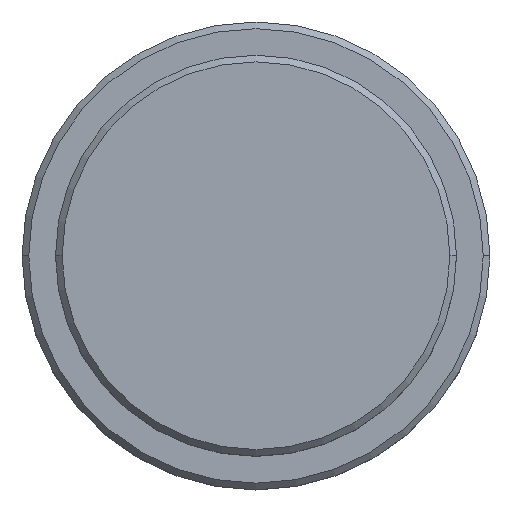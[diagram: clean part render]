
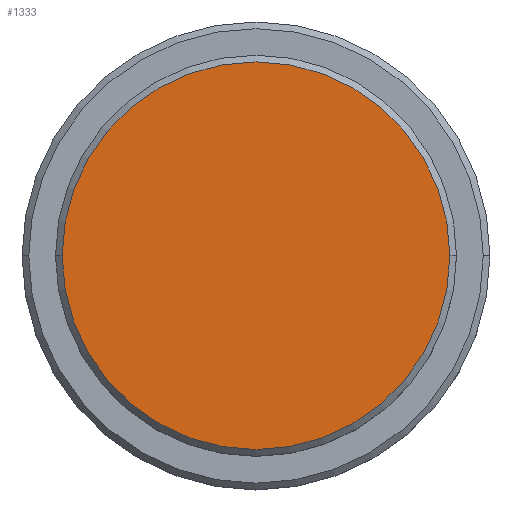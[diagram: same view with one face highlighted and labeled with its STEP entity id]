
A CAD part, top view. The second image highlights one B-rep face of the part: STEP entity #1333.
In plain terms, the highlighted planar face has unit normal (0, 0, 1).
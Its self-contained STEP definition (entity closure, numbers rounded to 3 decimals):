
#49 = DIRECTION ( 'NONE',  ( 1., 0., 0. ) ) ;
#89 = CARTESIAN_POINT ( 'NONE',  ( 14.5, 0., 0. ) ) ;
#226 = DIRECTION ( 'NONE',  ( 1., 0., 0. ) ) ;
#260 = DIRECTION ( 'NONE',  ( 0., 0., 1. ) ) ;
#279 = EDGE_CURVE ( 'NONE', #843, #669, #316, .T. ) ;
#316 = CIRCLE ( 'NONE', #1376, 14.5 ) ;
#334 = EDGE_CURVE ( 'NONE', #669, #843, #523, .T. ) ;
#341 = DIRECTION ( 'NONE',  ( 1., 0., 0. ) ) ;
#345 = PLANE ( 'NONE',  #1065 ) ;
#402 = DIRECTION ( 'NONE',  ( 0., 0., 1. ) ) ;
#417 = AXIS2_PLACEMENT_3D ( 'NONE', #455, #260, #49 ) ;
#455 = CARTESIAN_POINT ( 'NONE',  ( 0., 0., 0. ) ) ;
#523 = CIRCLE ( 'NONE', #417, 14.5 ) ;
#592 = ORIENTED_EDGE ( 'NONE', *, *, #334, .T. ) ;
#669 = VERTEX_POINT ( 'NONE', #727 ) ;
#727 = CARTESIAN_POINT ( 'NONE',  ( -14.5, 0., 0. ) ) ;
#787 = CARTESIAN_POINT ( 'NONE',  ( 0., 0., 0. ) ) ;
#843 = VERTEX_POINT ( 'NONE', #89 ) ;
#1054 = CARTESIAN_POINT ( 'NONE',  ( 0., 0., 0. ) ) ;
#1065 = AXIS2_PLACEMENT_3D ( 'NONE', #787, #1341, #226 ) ;
#1208 = ORIENTED_EDGE ( 'NONE', *, *, #279, .T. ) ;
#1251 = EDGE_LOOP ( 'NONE', ( #592, #1208 ) ) ;
#1333 = ADVANCED_FACE ( 'NONE', ( #1334 ), #345, .T. ) ;
#1334 = FACE_OUTER_BOUND ( 'NONE', #1251, .T. ) ;
#1341 = DIRECTION ( 'NONE',  ( 0., 0., 1. ) ) ;
#1376 = AXIS2_PLACEMENT_3D ( 'NONE', #1054, #402, #341 ) ;
